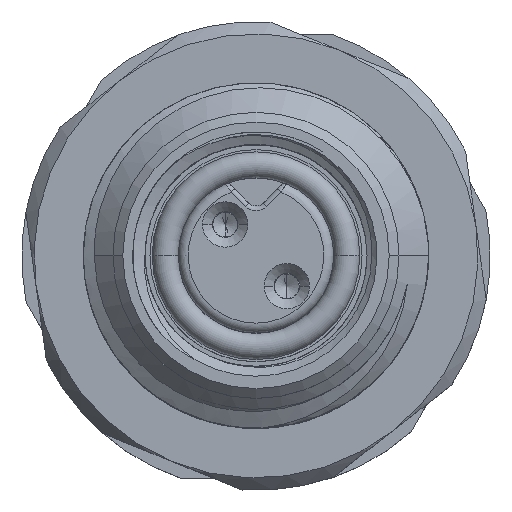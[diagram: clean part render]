
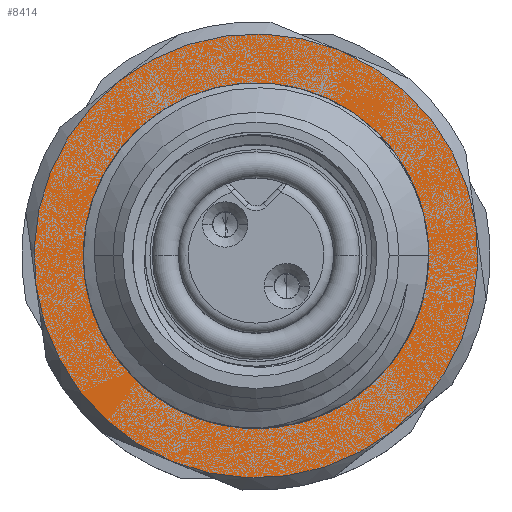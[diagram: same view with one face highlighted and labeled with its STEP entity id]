
A CAD part, top view. The second image highlights one B-rep face of the part: STEP entity #8414.
In plain terms, the highlighted planar face has unit normal (0, 0, 1).
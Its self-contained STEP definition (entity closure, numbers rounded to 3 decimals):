
#7893=CARTESIAN_POINT('',(0.,0.,-2.3));
#7894=DIRECTION('',(0.,0.,1.));
#7895=DIRECTION('',(-0.706,-0.709,0.));
#7896=AXIS2_PLACEMENT_3D('',#7893,#7894,#7895);
#7898=CARTESIAN_POINT('',(0.,0.,-2.3));
#7899=DIRECTION('',(0.,0.,1.));
#7900=DIRECTION('',(-0.376,-0.927,0.));
#7901=AXIS2_PLACEMENT_3D('',#7898,#7899,#7900);
#7903=CARTESIAN_POINT('',(0.038,-3.094,-2.3));
#7904=CARTESIAN_POINT('',(0.187,-3.102,-2.3));
#7905=CARTESIAN_POINT('',(0.483,-3.096,-2.3));
#7906=CARTESIAN_POINT('',(0.927,-3.025,-2.3));
#7907=CARTESIAN_POINT('',(1.357,-2.89,-2.3));
#7908=CARTESIAN_POINT('',(1.766,-2.695,-2.3));
#7909=CARTESIAN_POINT('',(2.147,-2.442,-2.3));
#7910=CARTESIAN_POINT('',(2.491,-2.134,-2.3));
#7911=CARTESIAN_POINT('',(2.79,-1.78,-2.3));
#7912=CARTESIAN_POINT('',(3.037,-1.385,-2.3));
#7913=CARTESIAN_POINT('',(3.228,-0.958,-2.3));
#7914=CARTESIAN_POINT('',(3.358,-0.507,-2.3));
#7915=CARTESIAN_POINT('',(3.425,-0.034,-2.3));
#7916=CARTESIAN_POINT('',(3.425,0.443,-2.3));
#7917=CARTESIAN_POINT('',(3.358,0.919,-2.3));
#7918=CARTESIAN_POINT('',(3.272,1.227,-2.3));
#7919=CARTESIAN_POINT('',(3.217,1.379,-2.3));
#7921=CARTESIAN_POINT('',(0.,0.,-2.3));
#7922=DIRECTION('',(0.,0.,1.));
#7923=DIRECTION('',(0.919,0.394,0.));
#7924=AXIS2_PLACEMENT_3D('',#7921,#7922,#7923);
#7926=CARTESIAN_POINT('',(0.,0.,-2.3));
#7927=DIRECTION('',(0.,0.,1.));
#7928=DIRECTION('',(0.376,0.927,0.));
#7929=AXIS2_PLACEMENT_3D('',#7926,#7927,#7928);
#7931=CARTESIAN_POINT('',(-1.346,3.231,-2.3));
#7932=CARTESIAN_POINT('',(-1.491,3.16,-2.3));
#7933=CARTESIAN_POINT('',(-1.767,3.,-2.3));
#7934=CARTESIAN_POINT('',(-2.147,2.705,-2.3));
#7935=CARTESIAN_POINT('',(-2.48,2.362,-2.3));
#7936=CARTESIAN_POINT('',(-2.762,1.976,-2.3));
#7937=CARTESIAN_POINT('',(-2.984,1.56,-2.3));
#7938=CARTESIAN_POINT('',(-3.145,1.12,-2.3));
#7939=CARTESIAN_POINT('',(-3.242,0.664,-2.3));
#7940=CARTESIAN_POINT('',(-3.274,0.202,-2.3));
#7941=CARTESIAN_POINT('',(-3.241,-0.258,-2.3));
#7942=CARTESIAN_POINT('',(-3.144,-0.704,-2.3));
#7943=CARTESIAN_POINT('',(-2.986,-1.129,-2.3));
#7944=CARTESIAN_POINT('',(-2.772,-1.525,-2.3));
#7945=CARTESIAN_POINT('',(-2.503,-1.885,-2.3));
#7946=CARTESIAN_POINT('',(-2.295,-2.095,-2.3));
#7947=CARTESIAN_POINT('',(-2.183,-2.193,-2.3));
#7949=CARTESIAN_POINT('',(0.,0.,-2.3));
#7950=DIRECTION('',(0.,0.,-1.));
#7951=DIRECTION('',(0.614,-0.789,0.));
#7952=AXIS2_PLACEMENT_3D('',#7949,#7950,#7951);
#7954=CARTESIAN_POINT('',(0.,0.,-2.3));
#7955=DIRECTION('',(0.,0.,-1.));
#7956=DIRECTION('',(-0.376,-0.927,0.));
#7957=AXIS2_PLACEMENT_3D('',#7954,#7955,#7956);
#7959=CARTESIAN_POINT('',(0.,0.,-2.3));
#7960=DIRECTION('',(0.,0.,-1.));
#7961=DIRECTION('',(-0.614,0.789,0.));
#7962=AXIS2_PLACEMENT_3D('',#7959,#7960,#7961);
#7964=CARTESIAN_POINT('',(0.,0.,-2.3));
#7965=DIRECTION('',(0.,0.,-1.));
#7966=DIRECTION('',(0.376,0.927,0.));
#7967=AXIS2_PLACEMENT_3D('',#7964,#7965,#7966);
#7974=CARTESIAN_POINT('',(0.,0.,-2.3));
#7975=DIRECTION('',(0.,0.,1.));
#7976=DIRECTION('',(0.614,-0.789,0.));
#7977=AXIS2_PLACEMENT_3D('',#7974,#7975,#7976);
#8278=CARTESIAN_POINT('',(0.,0.,-2.3));
#8279=DIRECTION('',(0.,0.,1.));
#8280=DIRECTION('',(-0.614,0.789,0.));
#8281=AXIS2_PLACEMENT_3D('',#8278,#8279,#8280);
#8309=VERTEX_POINT('',#7947);
#8310=VERTEX_POINT('',#7931);
#8311=VERTEX_POINT('',#7919);
#8312=VERTEX_POINT('',#7903);
#8313=CARTESIAN_POINT('',(-1.163,-2.867,-2.3));
#8314=VERTEX_POINT('',#8313);
#8315=CARTESIAN_POINT('',(1.316,3.243,-2.3));
#8316=VERTEX_POINT('',#8315);
#8317=CARTESIAN_POINT('',(2.765,-3.55,-2.3));
#8318=CARTESIAN_POINT('',(-1.692,-4.17,-2.3));
#8319=VERTEX_POINT('',#8317);
#8320=VERTEX_POINT('',#8318);
#8321=CARTESIAN_POINT('',(-4.457,-0.619,-2.3));
#8322=VERTEX_POINT('',#8321);
#8323=CARTESIAN_POINT('',(-2.765,3.55,-2.3));
#8324=CARTESIAN_POINT('',(1.692,4.17,-2.3));
#8325=VERTEX_POINT('',#8323);
#8326=VERTEX_POINT('',#8324);
#8327=CARTESIAN_POINT('',(4.457,0.619,-2.3));
#8328=VERTEX_POINT('',#8327);
#8381=CARTESIAN_POINT('',(0.,0.,-2.3));
#8382=DIRECTION('',(0.,0.,1.));
#8383=DIRECTION('',(-0.376,-0.927,0.));
#8384=AXIS2_PLACEMENT_3D('',#8381,#8382,#8383);
#8385=PLANE('',#8384);
#8387=ORIENTED_EDGE('',*,*,#8386,.F.);
#8389=ORIENTED_EDGE('',*,*,#8388,.T.);
#8391=ORIENTED_EDGE('',*,*,#8390,.T.);
#8393=ORIENTED_EDGE('',*,*,#8392,.F.);
#8395=ORIENTED_EDGE('',*,*,#8394,.T.);
#8397=ORIENTED_EDGE('',*,*,#8396,.T.);
#8398=EDGE_LOOP('',(#8387,#8389,#8391,#8393,#8395,#8397));
#8399=FACE_OUTER_BOUND('',#8398,.F.);
#8401=ORIENTED_EDGE('',*,*,#8400,.T.);
#8403=ORIENTED_EDGE('',*,*,#8402,.T.);
#8405=ORIENTED_EDGE('',*,*,#8404,.T.);
#8407=ORIENTED_EDGE('',*,*,#8406,.T.);
#8409=ORIENTED_EDGE('',*,*,#8408,.T.);
#8411=ORIENTED_EDGE('',*,*,#8410,.T.);
#8412=EDGE_LOOP('',(#8401,#8403,#8405,#8407,#8409,#8411));
#8413=FACE_BOUND('',#8412,.F.);
#7897=CIRCLE('',#7896,3.094);
#7902=CIRCLE('',#7901,3.094);
#7920=B_SPLINE_CURVE_WITH_KNOTS('',3,(#7903,#7904,#7905,#7906,#7907,#7908,#7909,
#7910,#7911,#7912,#7913,#7914,#7915,#7916,#7917,#7918,#7919),.UNSPECIFIED.,.F.,
.F.,(4,1,1,1,1,1,1,1,1,1,1,1,1,1,4),(0.,0.071,0.143,
0.214,0.286,0.357,0.429,0.5,
0.571,0.643,0.714,0.786,
0.857,0.929,1.),.UNSPECIFIED.);
#7925=CIRCLE('',#7924,3.5);
#7930=CIRCLE('',#7929,3.5);
#7948=B_SPLINE_CURVE_WITH_KNOTS('',3,(#7931,#7932,#7933,#7934,#7935,#7936,#7937,
#7938,#7939,#7940,#7941,#7942,#7943,#7944,#7945,#7946,#7947),.UNSPECIFIED.,.F.,
.F.,(4,1,1,1,1,1,1,1,1,1,1,1,1,1,4),(0.,0.071,0.143,
0.214,0.286,0.357,0.429,0.5,
0.571,0.643,0.714,0.786,
0.857,0.929,1.),.UNSPECIFIED.);
#7953=CIRCLE('',#7952,4.5);
#7958=CIRCLE('',#7957,4.5);
#7963=CIRCLE('',#7962,4.5);
#7968=CIRCLE('',#7967,4.5);
#7978=CIRCLE('',#7977,4.5);
#8282=CIRCLE('',#8281,4.5);
#8386=EDGE_CURVE('',#8319,#8328,#7978,.T.);
#8388=EDGE_CURVE('',#8319,#8320,#7953,.T.);
#8390=EDGE_CURVE('',#8320,#8322,#7958,.T.);
#8392=EDGE_CURVE('',#8325,#8322,#8282,.T.);
#8394=EDGE_CURVE('',#8325,#8326,#7963,.T.);
#8396=EDGE_CURVE('',#8326,#8328,#7968,.T.);
#8400=EDGE_CURVE('',#8309,#8314,#7897,.T.);
#8402=EDGE_CURVE('',#8314,#8312,#7902,.T.);
#8404=EDGE_CURVE('',#8312,#8311,#7920,.T.);
#8406=EDGE_CURVE('',#8311,#8316,#7925,.T.);
#8408=EDGE_CURVE('',#8316,#8310,#7930,.T.);
#8410=EDGE_CURVE('',#8310,#8309,#7948,.T.);
#8414=ADVANCED_FACE('',(#8399,#8413),#8385,.T.);
